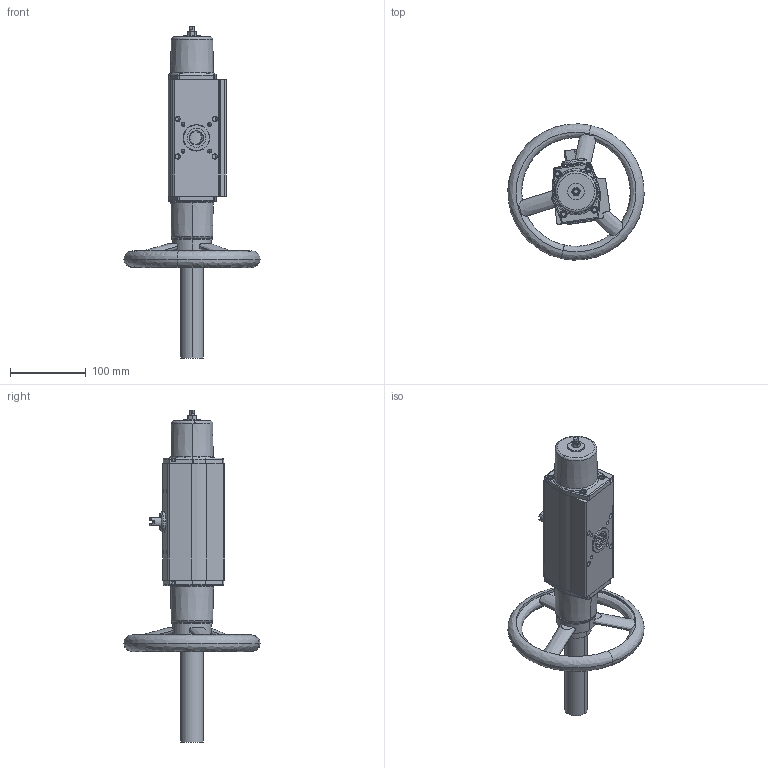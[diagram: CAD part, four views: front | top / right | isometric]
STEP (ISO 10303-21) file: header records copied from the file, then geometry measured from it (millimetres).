
FILE_DESCRIPTION (( 'STEP AP203' ), '1' );
FILE_NAME ('006101.STEP', '2018-04-16T09:25:35', ( '' ), ( '' ), 'SwSTEP 2.0', 'SolidWorks 2018', '' );
FILE_SCHEMA (( 'CONFIG_CONTROL_DESIGN' ));
Length unit declared in the file: millimetre
Products named in the file (1): 006101
Bounding box: 179.84 x 179.84 x 438.1 mm (x, y, z)
Volume: 1360647.8 mm3; surface area: 139136 mm2
Topology: 1 solids, 9 shells, 528 faces, 1370 edges, 867 vertices
Faces by surface type: plane 210, cylinder 192, cone 68, bspline 58
Entity records: 22103 total; most frequent: CARTESIAN_POINT 9531, ORIENTED_EDGE 2680, DIRECTION 2540, EDGE_CURVE 1340, AXIS2_PLACEMENT_3D 970, VERTEX_POINT 867, LINE 600, VECTOR 600
